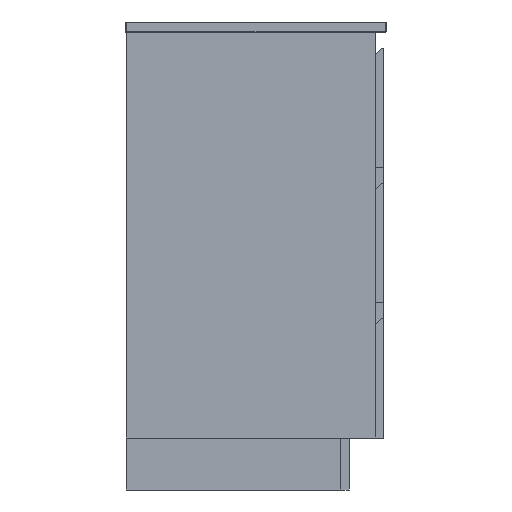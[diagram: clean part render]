
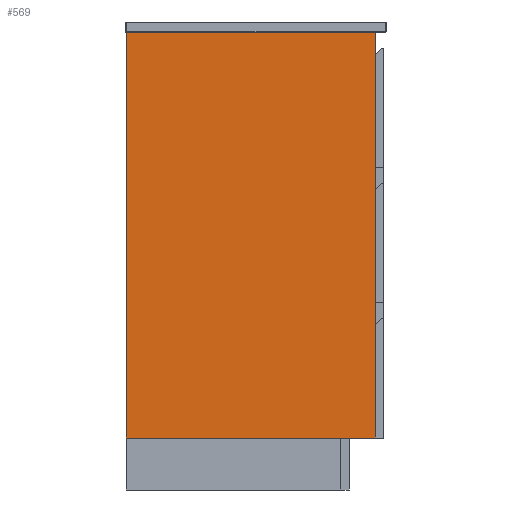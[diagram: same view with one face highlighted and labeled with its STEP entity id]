
A CAD part, left-side view. The second image highlights one B-rep face of the part: STEP entity #569.
In plain terms, the highlighted planar face has unit normal (-1, 0, 0).
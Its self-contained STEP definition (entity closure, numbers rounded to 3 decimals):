
#569=ADVANCED_FACE('',(#738),#2774,.T.);
#738=FACE_OUTER_BOUND('',#907,.T.);
#907=EDGE_LOOP('',(#1513,#1514,#1515,#1516));
#1513=ORIENTED_EDGE('',*,*,#1968,.F.);
#1514=ORIENTED_EDGE('',*,*,#1950,.T.);
#1515=ORIENTED_EDGE('',*,*,#1966,.T.);
#1516=ORIENTED_EDGE('',*,*,#1967,.F.);
#1950=EDGE_CURVE('',#2582,#2584,#2315,.T.);
#1966=EDGE_CURVE('',#2584,#2597,#2331,.T.);
#1967=EDGE_CURVE('',#2598,#2597,#2332,.T.);
#1968=EDGE_CURVE('',#2582,#2598,#2333,.T.);
#2315=B_SPLINE_CURVE_WITH_KNOTS('',1,(#4416,#4417),.UNSPECIFIED.,.F.,.F.,
(2,2),(-780.,0.),.UNSPECIFIED.);
#2331=B_SPLINE_CURVE_WITH_KNOTS('',1,(#4448,#4449),.UNSPECIFIED.,.F.,.F.,
(2,2),(-479.,0.),.UNSPECIFIED.);
#2332=B_SPLINE_CURVE_WITH_KNOTS('',1,(#4450,#4451),.UNSPECIFIED.,.F.,.F.,
(2,2),(-780.,0.),.UNSPECIFIED.);
#2333=B_SPLINE_CURVE_WITH_KNOTS('',1,(#4452,#4453),.UNSPECIFIED.,.F.,.F.,
(2,2),(-479.,0.),.UNSPECIFIED.);
#2582=VERTEX_POINT('',#4391);
#2584=VERTEX_POINT('',#4393);
#2597=VERTEX_POINT('',#4406);
#2598=VERTEX_POINT('',#4407);
#2774=PLANE('',#3088);
#3088=AXIS2_PLACEMENT_3D('',#4383,#3278,$);
#3278=DIRECTION('',(-1.,0.,0.));
#4383=CARTESIAN_POINT('',(-744.,-468.,526.9));
#4391=CARTESIAN_POINT('',(-744.,-390.,479.));
#4393=CARTESIAN_POINT('',(-744.,390.,479.));
#4406=CARTESIAN_POINT('',(-744.,390.,0.));
#4407=CARTESIAN_POINT('',(-744.,-390.,0.));
#4416=CARTESIAN_POINT('',(-744.,-390.,479.));
#4417=CARTESIAN_POINT('',(-744.,390.,479.));
#4448=CARTESIAN_POINT('',(-744.,390.,479.));
#4449=CARTESIAN_POINT('',(-744.,390.,0.));
#4450=CARTESIAN_POINT('',(-744.,-390.,0.));
#4451=CARTESIAN_POINT('',(-744.,390.,0.));
#4452=CARTESIAN_POINT('',(-744.,-390.,479.));
#4453=CARTESIAN_POINT('',(-744.,-390.,0.));
